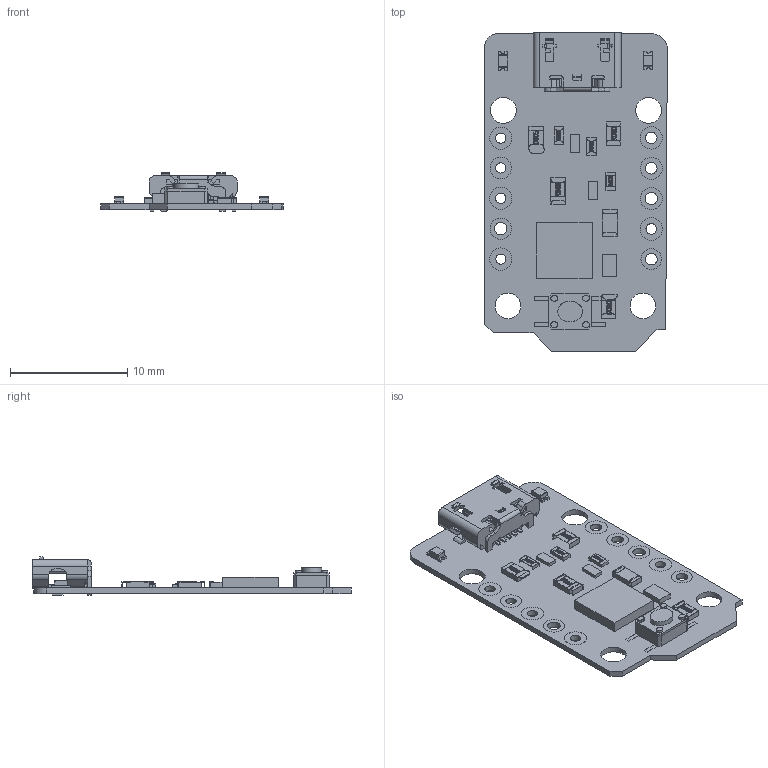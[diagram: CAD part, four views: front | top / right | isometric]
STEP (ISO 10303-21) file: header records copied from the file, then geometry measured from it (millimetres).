
FILE_DESCRIPTION(/* description */ (''),/* implementation_level */ '2;1');
FILE_NAME(/* name */ 'trinket 5V.stp',/* time_stamp */ '2017-07-05T00:57:10+09:00',/* author */ (''),/* organization */ (''),/* preprocessor_version */ 'ST-DEVELOPER v16.13',/* originating_system */ 'Autodesk Translation Framework v6.1.1.50',/* authorisation */ '');
FILE_SCHEMA (('AUTOMOTIVE_DESIGN { 1 0 10303 214 3 1 1 }'));
Length unit declared in the file: foot
Products named in the file (1): trinket 5V
Bounding box: 15.57 x 27.18 x 3.3 mm (x, y, z)
Volume: 277.2 mm3; surface area: 1119.3 mm2
Topology: 1 solids, 1 shells, 1262 faces, 3566 edges, 2348 vertices
Faces by surface type: plane 672, bspline 415, cylinder 171, sphere 4
Full cylindrical faces by diameter (mm): 0.86 x1, 0.869 x3, 0.903 x1, 0.981 x2, 0.998 x1, 1.045 x1, 1.059 x1, 1.758 x1, 1.822 x1, 1.83 x1, 1.863 x1, 1.864 x1, 1.889 x1, 1.894 x1, 1.9 x1, 1.908 x1, 1.916 x1, 2.18 x2, 2.21 x2
Entity records: 44559 total; most frequent: CARTESIAN_POINT 13353, ORIENTED_EDGE 7084, DIRECTION 4803, EDGE_CURVE 3542, LINE 2349, VECTOR 2349, VERTEX_POINT 2348, EDGE_LOOP 1424
